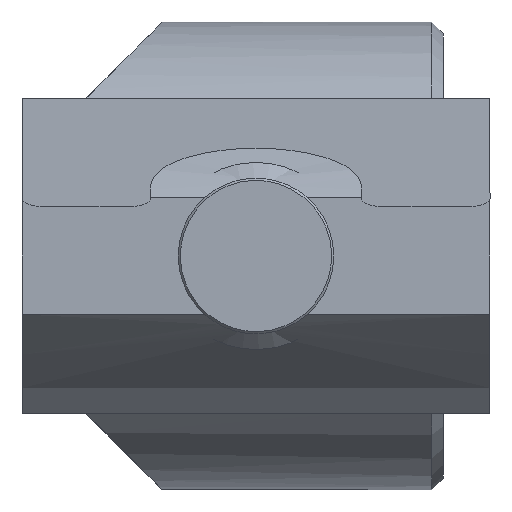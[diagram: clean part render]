
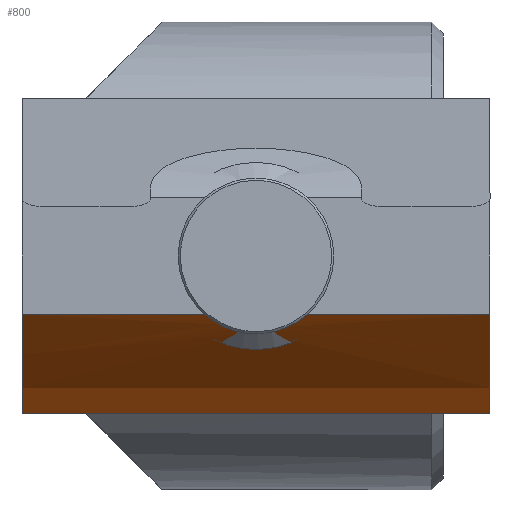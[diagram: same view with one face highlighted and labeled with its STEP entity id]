
A CAD part, front view. The second image highlights one B-rep face of the part: STEP entity #800.
In plain terms, the highlighted cylindrical face has radius 20 mm (diameter 40 mm), a partial arc.
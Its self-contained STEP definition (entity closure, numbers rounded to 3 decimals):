
#38=B_SPLINE_CURVE_WITH_KNOTS('',3,(#1381,#1382,#1383,#1384,#1385,#1386,
#1387,#1388,#1389,#1390,#1391,#1392,#1393,#1394),.UNSPECIFIED.,.F.,.F.,
(4,2,2,2,2,2,4),(0.889,1.014,1.077,1.141,
1.204,1.268,1.393),.UNSPECIFIED.);
#73=CIRCLE('',#894,20.);
#74=CIRCLE('',#898,20.);
#87=CYLINDRICAL_SURFACE('',#897,20.);
#120=FACE_OUTER_BOUND('',#163,.T.);
#163=EDGE_LOOP('',(#659,#660,#661,#662,#663,#664));
#200=LINE('',#1417,#253);
#212=LINE('',#1442,#265);
#213=LINE('',#1444,#266);
#253=VECTOR('',#1067,10.);
#265=VECTOR('',#1087,10.);
#266=VECTOR('',#1090,10.);
#342=VERTEX_POINT('',#1378);
#343=VERTEX_POINT('',#1380);
#349=VERTEX_POINT('',#1416);
#354=VERTEX_POINT('',#1427);
#355=VERTEX_POINT('',#1429);
#358=VERTEX_POINT('',#1440);
#446=EDGE_CURVE('',#343,#342,#38,.T.);
#454=EDGE_CURVE('',#349,#343,#200,.T.);
#460=EDGE_CURVE('',#355,#354,#73,.T.);
#467=EDGE_CURVE('',#358,#354,#212,.T.);
#468=EDGE_CURVE('',#342,#355,#213,.T.);
#469=EDGE_CURVE('',#358,#349,#74,.T.);
#659=ORIENTED_EDGE('',*,*,#446,.T.);
#660=ORIENTED_EDGE('',*,*,#468,.T.);
#661=ORIENTED_EDGE('',*,*,#460,.T.);
#662=ORIENTED_EDGE('',*,*,#467,.F.);
#663=ORIENTED_EDGE('',*,*,#469,.T.);
#664=ORIENTED_EDGE('',*,*,#454,.T.);
#800=ADVANCED_FACE('',(#120),#87,.T.);
#894=AXIS2_PLACEMENT_3D('',#1430,#1075,#1076);
#897=AXIS2_PLACEMENT_3D('',#1443,#1088,#1089);
#898=AXIS2_PLACEMENT_3D('',#1445,#1091,#1092);
#1067=DIRECTION('',(-1.,0.,0.));
#1075=DIRECTION('center_axis',(1.,0.,0.));
#1076=DIRECTION('ref_axis',(0.,0.693,0.721));
#1087=DIRECTION('',(-1.,0.,0.));
#1088=DIRECTION('center_axis',(1.,0.,0.));
#1089=DIRECTION('ref_axis',(0.,0.693,0.721));
#1090=DIRECTION('',(-1.,0.,0.));
#1091=DIRECTION('center_axis',(-1.,0.,0.));
#1092=DIRECTION('ref_axis',(0.,0.693,0.721));
#1378=CARTESIAN_POINT('',(-10.19,-10.7,-2.5));
#1380=CARTESIAN_POINT('',(-5.81,-10.7,-2.5));
#1381=CARTESIAN_POINT('Ctrl Pts',(-5.81,-10.7,-2.5));
#1382=CARTESIAN_POINT('Ctrl Pts',(-6.069,-10.464,-2.727));
#1383=CARTESIAN_POINT('Ctrl Pts',(-6.396,-10.23,-2.938));
#1384=CARTESIAN_POINT('Ctrl Pts',(-6.958,-9.976,-3.163));
#1385=CARTESIAN_POINT('Ctrl Pts',(-7.16,-9.906,-3.222));
#1386=CARTESIAN_POINT('Ctrl Pts',(-7.575,-9.812,-3.303));
#1387=CARTESIAN_POINT('Ctrl Pts',(-7.788,-9.788,-3.324));
#1388=CARTESIAN_POINT('Ctrl Pts',(-8.212,-9.788,-3.324));
#1389=CARTESIAN_POINT('Ctrl Pts',(-8.425,-9.812,-3.303));
#1390=CARTESIAN_POINT('Ctrl Pts',(-8.84,-9.906,-3.222));
#1391=CARTESIAN_POINT('Ctrl Pts',(-9.042,-9.976,-3.163));
#1392=CARTESIAN_POINT('Ctrl Pts',(-9.604,-10.23,-2.938));
#1393=CARTESIAN_POINT('Ctrl Pts',(-9.931,-10.464,-2.727));
#1394=CARTESIAN_POINT('Ctrl Pts',(-10.19,-10.7,-2.5));
#1416=CARTESIAN_POINT('',(2.,-10.7,-2.5));
#1417=CARTESIAN_POINT('',(-8.,-10.7,-2.5));
#1427=CARTESIAN_POINT('',(-18.,-4.,-6.75));
#1429=CARTESIAN_POINT('',(-18.,-10.7,-2.5));
#1430=CARTESIAN_POINT('Origin',(-18.,3.15,11.928));
#1440=CARTESIAN_POINT('',(2.,-4.,-6.75));
#1442=CARTESIAN_POINT('',(-8.,-4.,-6.75));
#1443=CARTESIAN_POINT('Origin',(-8.,3.15,11.928));
#1444=CARTESIAN_POINT('',(-8.,-10.7,-2.5));
#1445=CARTESIAN_POINT('Origin',(2.,3.15,11.928));
